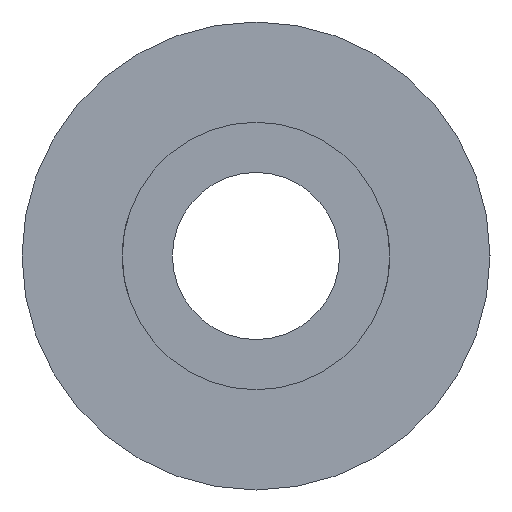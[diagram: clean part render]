
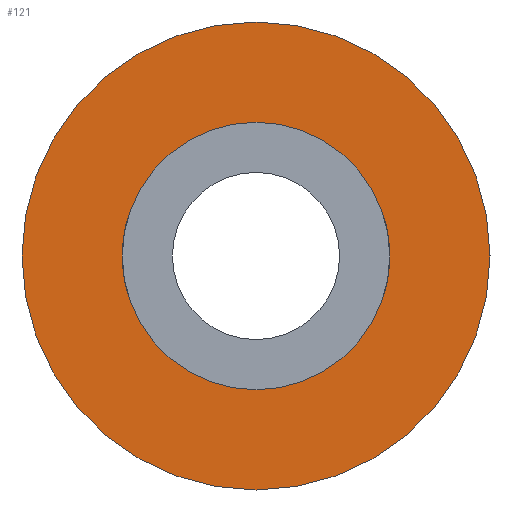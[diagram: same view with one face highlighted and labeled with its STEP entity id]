
A CAD part, left-side view. The second image highlights one B-rep face of the part: STEP entity #121.
In plain terms, the highlighted planar face has unit normal (-1, 0, 0).
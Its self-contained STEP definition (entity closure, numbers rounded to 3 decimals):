
#1 = DIRECTION ( 'NONE',  ( 0., 0., -1. ) ) ;
#10 = AXIS2_PLACEMENT_3D ( 'NONE', #193, #275, #77 ) ;
#26 = DIRECTION ( 'NONE',  ( 1., 0., 0. ) ) ;
#31 = FACE_OUTER_BOUND ( 'NONE', #398, .T. ) ;
#39 = CARTESIAN_POINT ( 'NONE',  ( -2., 0., 0. ) ) ;
#43 = ORIENTED_EDGE ( 'NONE', *, *, #537, .T. ) ;
#77 = DIRECTION ( 'NONE',  ( 0., 0., 1. ) ) ;
#104 = DIRECTION ( 'NONE',  ( 0., 0., -1. ) ) ;
#118 = ORIENTED_EDGE ( 'NONE', *, *, #404, .T. ) ;
#121 = ADVANCED_FACE ( 'NONE', ( #413, #31 ), #447, .T. ) ;
#131 = CIRCLE ( 'NONE', #476, 4. ) ;
#140 = ORIENTED_EDGE ( 'NONE', *, *, #273, .F. ) ;
#157 = EDGE_CURVE ( 'NONE', #442, #484, #230, .T. ) ;
#162 = AXIS2_PLACEMENT_3D ( 'NONE', #314, #26, #104 ) ;
#167 = DIRECTION ( 'NONE',  ( 1., 0., 0. ) ) ;
#193 = CARTESIAN_POINT ( 'NONE',  ( -2., 4., 0. ) ) ;
#230 = CIRCLE ( 'NONE', #371, 7. ) ;
#243 = ORIENTED_EDGE ( 'NONE', *, *, #157, .F. ) ;
#257 = DIRECTION ( 'NONE',  ( 1., 0., 0. ) ) ;
#273 = EDGE_CURVE ( 'NONE', #484, #442, #363, .T. ) ;
#275 = DIRECTION ( 'NONE',  ( -1., 0., 0. ) ) ;
#302 = CARTESIAN_POINT ( 'NONE',  ( -2., 0., 0. ) ) ;
#313 = DIRECTION ( 'NONE',  ( 1., 0., 0. ) ) ;
#314 = CARTESIAN_POINT ( 'NONE',  ( -2., 0., 0. ) ) ;
#334 = CARTESIAN_POINT ( 'NONE',  ( -2., 0., 7. ) ) ;
#363 = CIRCLE ( 'NONE', #385, 7. ) ;
#371 = AXIS2_PLACEMENT_3D ( 'NONE', #39, #167, #512 ) ;
#378 = EDGE_LOOP ( 'NONE', ( #43, #118 ) ) ;
#385 = AXIS2_PLACEMENT_3D ( 'NONE', #302, #257, #392 ) ;
#392 = DIRECTION ( 'NONE',  ( 0., 0., -1. ) ) ;
#398 = EDGE_LOOP ( 'NONE', ( #243, #140 ) ) ;
#404 = EDGE_CURVE ( 'NONE', #526, #464, #131, .T. ) ;
#413 = FACE_BOUND ( 'NONE', #378, .T. ) ;
#427 = CARTESIAN_POINT ( 'NONE',  ( -2., 0., -4. ) ) ;
#438 = CARTESIAN_POINT ( 'NONE',  ( -2., 0., 0. ) ) ;
#442 = VERTEX_POINT ( 'NONE', #546 ) ;
#447 = PLANE ( 'NONE',  #10 ) ;
#464 = VERTEX_POINT ( 'NONE', #427 ) ;
#471 = CIRCLE ( 'NONE', #162, 4. ) ;
#476 = AXIS2_PLACEMENT_3D ( 'NONE', #438, #313, #1 ) ;
#484 = VERTEX_POINT ( 'NONE', #334 ) ;
#505 = CARTESIAN_POINT ( 'NONE',  ( -2., 0., 4. ) ) ;
#512 = DIRECTION ( 'NONE',  ( 0., 0., -1. ) ) ;
#526 = VERTEX_POINT ( 'NONE', #505 ) ;
#537 = EDGE_CURVE ( 'NONE', #464, #526, #471, .T. ) ;
#546 = CARTESIAN_POINT ( 'NONE',  ( -2., 0., -7. ) ) ;
